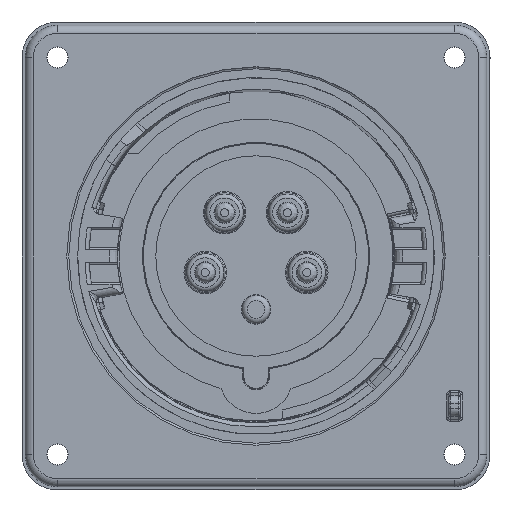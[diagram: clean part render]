
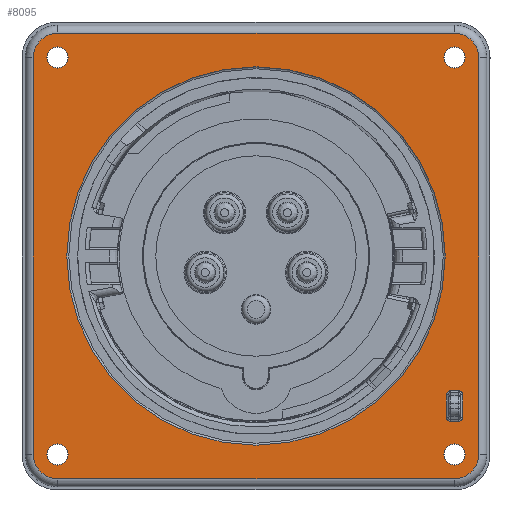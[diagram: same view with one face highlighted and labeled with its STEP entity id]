
A CAD part, front view. The second image highlights one B-rep face of the part: STEP entity #8095.
In plain terms, the highlighted planar face has unit normal (0, -1, 0).
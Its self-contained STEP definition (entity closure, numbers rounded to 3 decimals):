
#1331=FACE_BOUND('',#11797,.T.);
#1332=FACE_BOUND('',#11798,.T.);
#1333=FACE_BOUND('',#11799,.T.);
#1334=FACE_BOUND('',#11800,.T.);
#1335=FACE_BOUND('',#11801,.T.);
#1336=FACE_BOUND('',#11802,.T.);
#1337=FACE_BOUND('',#11803,.T.);
#1698=ELLIPSE('',#31281,1.015,1.);
#1699=ELLIPSE('',#31286,1.015,1.);
#1700=ELLIPSE('',#31289,1.015,1.);
#1701=ELLIPSE('',#31293,1.015,1.);
#2352=PLANE('',#31299);
#3776=LINE('',#58625,#5572);
#3777=LINE('',#58635,#5573);
#3778=LINE('',#58643,#5574);
#3779=LINE('',#58651,#5575);
#3780=LINE('',#58686,#5576);
#3781=LINE('',#58703,#5577);
#3782=LINE('',#58722,#5578);
#3783=LINE('',#58741,#5579);
#5572=VECTOR('',#37020,1.);
#5573=VECTOR('',#37033,1.);
#5574=VECTOR('',#37044,1.);
#5575=VECTOR('',#37055,1.);
#5576=VECTOR('',#37086,1.);
#5577=VECTOR('',#37093,1.);
#5578=VECTOR('',#37102,1.);
#5579=VECTOR('',#37111,1.);
#8095=ADVANCED_FACE('',(#1331,#1332,#1333,#1334,#1335,#1336,#1337),#2352,
 .F.);
#11797=EDGE_LOOP('',(#17613,#17614,#17615,#17616,#17617,#17618,#17619,#17620));
#11798=EDGE_LOOP('',(#17621));
#11799=EDGE_LOOP('',(#17622));
#11800=EDGE_LOOP('',(#17623));
#11801=EDGE_LOOP('',(#17624));
#11802=EDGE_LOOP('',(#17625));
#11803=EDGE_LOOP('',(#17626,#17627,#17628,#17629,#17630,#17631,#17632,#17633));
#17613=ORIENTED_EDGE('',*,*,#26548,.F.);
#17614=ORIENTED_EDGE('',*,*,#26546,.F.);
#17615=ORIENTED_EDGE('',*,*,#26544,.F.);
#17616=ORIENTED_EDGE('',*,*,#26542,.F.);
#17617=ORIENTED_EDGE('',*,*,#26540,.F.);
#17618=ORIENTED_EDGE('',*,*,#26539,.F.);
#17619=ORIENTED_EDGE('',*,*,#26537,.F.);
#17620=ORIENTED_EDGE('',*,*,#26534,.F.);
#17621=ORIENTED_EDGE('',*,*,#26532,.F.);
#17622=ORIENTED_EDGE('',*,*,#26531,.F.);
#17623=ORIENTED_EDGE('',*,*,#26550,.F.);
#17624=ORIENTED_EDGE('',*,*,#26530,.F.);
#17625=ORIENTED_EDGE('',*,*,#26529,.F.);
#17626=ORIENTED_EDGE('',*,*,#26514,.F.);
#17627=ORIENTED_EDGE('',*,*,#26517,.F.);
#17628=ORIENTED_EDGE('',*,*,#26519,.F.);
#17629=ORIENTED_EDGE('',*,*,#26521,.F.);
#17630=ORIENTED_EDGE('',*,*,#26523,.F.);
#17631=ORIENTED_EDGE('',*,*,#26525,.F.);
#17632=ORIENTED_EDGE('',*,*,#26527,.F.);
#17633=ORIENTED_EDGE('',*,*,#26528,.F.);
#23005=VERTEX_POINT('',#58624);
#23006=VERTEX_POINT('',#58626);
#23007=VERTEX_POINT('',#58630);
#23008=VERTEX_POINT('',#58634);
#23009=VERTEX_POINT('',#58638);
#23010=VERTEX_POINT('',#58642);
#23011=VERTEX_POINT('',#58646);
#23012=VERTEX_POINT('',#58650);
#23013=VERTEX_POINT('',#58656);
#23014=VERTEX_POINT('',#58659);
#23015=VERTEX_POINT('',#58662);
#23016=VERTEX_POINT('',#58665);
#23017=VERTEX_POINT('',#58668);
#23018=VERTEX_POINT('',#58670);
#23019=VERTEX_POINT('',#58685);
#23020=VERTEX_POINT('',#58689);
#23021=VERTEX_POINT('',#58704);
#23022=VERTEX_POINT('',#58708);
#23023=VERTEX_POINT('',#58723);
#23024=VERTEX_POINT('',#58727);
#23026=VERTEX_POINT('',#58747);
#26514=EDGE_CURVE('',#23005,#23006,#3776,.T.);
#26517=EDGE_CURVE('',#23007,#23005,#29019,.T.);
#26519=EDGE_CURVE('',#23008,#23007,#3777,.T.);
#26521=EDGE_CURVE('',#23009,#23008,#29022,.T.);
#26523=EDGE_CURVE('',#23010,#23009,#3778,.T.);
#26525=EDGE_CURVE('',#23011,#23010,#29025,.T.);
#26527=EDGE_CURVE('',#23012,#23011,#3779,.T.);
#26528=EDGE_CURVE('',#23006,#23012,#29027,.T.);
#26529=EDGE_CURVE('',#23013,#23013,#29028,.T.);
#26530=EDGE_CURVE('',#23014,#23014,#29029,.T.);
#26531=EDGE_CURVE('',#23015,#23015,#29030,.T.);
#26532=EDGE_CURVE('',#23016,#23016,#29031,.T.);
#26534=EDGE_CURVE('',#23017,#23018,#1698,.T.);
#26537=EDGE_CURVE('',#23018,#23019,#3780,.T.);
#26539=EDGE_CURVE('',#23019,#23020,#1699,.T.);
#26540=EDGE_CURVE('',#23020,#23021,#3781,.T.);
#26542=EDGE_CURVE('',#23021,#23022,#1700,.T.);
#26544=EDGE_CURVE('',#23022,#23023,#3782,.T.);
#26546=EDGE_CURVE('',#23023,#23024,#1701,.T.);
#26548=EDGE_CURVE('',#23024,#23017,#3783,.T.);
#26550=EDGE_CURVE('',#23026,#23026,#29041,.T.);
#29019=CIRCLE('',#31256,6.);
#29022=CIRCLE('',#31261,6.);
#29025=CIRCLE('',#31266,6.);
#29027=CIRCLE('',#31270,6.);
#29028=CIRCLE('',#31272,2.642);
#29029=CIRCLE('',#31274,2.642);
#29030=CIRCLE('',#31276,2.642);
#29031=CIRCLE('',#31278,2.642);
#29041=CIRCLE('',#31298,46.9);
#31256=AXIS2_PLACEMENT_3D('',#58631,#37027,#37028);
#31261=AXIS2_PLACEMENT_3D('',#58639,#37038,#37039);
#31266=AXIS2_PLACEMENT_3D('',#58647,#37049,#37050);
#31270=AXIS2_PLACEMENT_3D('',#58653,#37058,#37059);
#31272=AXIS2_PLACEMENT_3D('',#58655,#37062,#37063);
#31274=AXIS2_PLACEMENT_3D('',#58658,#37066,#37067);
#31276=AXIS2_PLACEMENT_3D('',#58661,#37070,#37071);
#31278=AXIS2_PLACEMENT_3D('',#58664,#37074,#37075);
#31281=AXIS2_PLACEMENT_3D('',#58669,#37080,#37081);
#31286=AXIS2_PLACEMENT_3D('',#58690,#37091,#37092);
#31289=AXIS2_PLACEMENT_3D('',#58707,#37098,#37099);
#31293=AXIS2_PLACEMENT_3D('',#58726,#37107,#37108);
#31298=AXIS2_PLACEMENT_3D('',#58746,#37118,#37119);
#31299=AXIS2_PLACEMENT_3D('',#58748,#37120,#37121);
#37020=DIRECTION('',(0.,0.,1.));
#37027=DIRECTION('',(0.,1.,0.));
#37028=DIRECTION('',(0.,0.,1.));
#37033=DIRECTION('',(-1.,0.,0.));
#37038=DIRECTION('',(0.,1.,0.));
#37039=DIRECTION('',(0.,0.,1.));
#37044=DIRECTION('',(0.,0.,-1.));
#37049=DIRECTION('',(0.,1.,0.));
#37050=DIRECTION('',(0.,0.,1.));
#37055=DIRECTION('',(1.,0.,0.));
#37058=DIRECTION('',(0.,1.,0.));
#37059=DIRECTION('',(0.,0.,1.));
#37062=DIRECTION('',(0.,-1.,0.));
#37063=DIRECTION('',(0.,0.,1.));
#37066=DIRECTION('',(0.,-1.,0.));
#37067=DIRECTION('',(0.,0.,1.));
#37070=DIRECTION('',(0.,-1.,0.));
#37071=DIRECTION('',(0.,0.,1.));
#37074=DIRECTION('',(0.,-1.,0.));
#37075=DIRECTION('',(0.,0.,1.));
#37080=DIRECTION('',(0.,-1.,0.));
#37081=DIRECTION('',(-0.049,0.,-0.999));
#37086=DIRECTION('',(1.,0.,0.));
#37091=DIRECTION('',(0.,-1.,0.));
#37092=DIRECTION('',(-0.049,0.,0.999));
#37093=DIRECTION('',(0.,0.,1.));
#37098=DIRECTION('',(0.,-1.,0.));
#37099=DIRECTION('',(-0.049,0.,-0.999));
#37102=DIRECTION('',(-1.,0.,0.));
#37107=DIRECTION('',(0.,-1.,0.));
#37108=DIRECTION('',(-0.049,0.,0.999));
#37111=DIRECTION('',(0.,0.,-1.));
#37118=DIRECTION('',(0.,-1.,0.));
#37119=DIRECTION('',(0.,0.,1.));
#37120=DIRECTION('',(0.,1.,0.));
#37121=DIRECTION('',(-0.707,0.,-0.707));
#58624=CARTESIAN_POINT('',(-55.2,31.6,-49.2));
#58625=CARTESIAN_POINT('',(-55.2,31.6,49.2));
#58626=CARTESIAN_POINT('',(-55.2,31.6,49.2));
#58630=CARTESIAN_POINT('',(-49.2,31.6,-55.2));
#58631=CARTESIAN_POINT('',(-49.2,31.6,-49.2));
#58634=CARTESIAN_POINT('',(49.2,31.6,-55.2));
#58635=CARTESIAN_POINT('',(-49.2,31.6,-55.2));
#58638=CARTESIAN_POINT('',(55.2,31.6,-49.2));
#58639=CARTESIAN_POINT('',(49.2,31.6,-49.2));
#58642=CARTESIAN_POINT('',(55.2,31.6,49.2));
#58643=CARTESIAN_POINT('',(55.2,31.6,-49.2));
#58646=CARTESIAN_POINT('',(49.2,31.6,55.2));
#58647=CARTESIAN_POINT('',(49.2,31.6,49.2));
#58650=CARTESIAN_POINT('',(-49.2,31.6,55.2));
#58651=CARTESIAN_POINT('',(49.2,31.6,55.2));
#58653=CARTESIAN_POINT('',(-49.2,31.6,49.2));
#58655=CARTESIAN_POINT('',(-49.2,31.6,49.2));
#58656=CARTESIAN_POINT('',(-49.2,31.6,51.842));
#58658=CARTESIAN_POINT('',(49.2,31.6,49.2));
#58659=CARTESIAN_POINT('',(49.2,31.6,51.842));
#58661=CARTESIAN_POINT('',(-49.2,31.6,-49.2));
#58662=CARTESIAN_POINT('',(-49.2,31.6,-46.558));
#58664=CARTESIAN_POINT('',(49.2,31.6,-49.2));
#58665=CARTESIAN_POINT('',(49.2,31.6,-46.558));
#58668=CARTESIAN_POINT('',(47.21,31.6,-39.967));
#58669=CARTESIAN_POINT('',(48.21,31.6,-39.966));
#58670=CARTESIAN_POINT('',(48.209,31.6,-40.981));
#58685=CARTESIAN_POINT('',(50.191,31.6,-40.981));
#58686=CARTESIAN_POINT('',(48.209,31.6,-40.981));
#58689=CARTESIAN_POINT('',(51.19,31.6,-39.967));
#58690=CARTESIAN_POINT('',(50.19,31.6,-39.966));
#58703=CARTESIAN_POINT('',(51.19,31.6,-39.967));
#58704=CARTESIAN_POINT('',(51.19,31.6,-34.433));
#58707=CARTESIAN_POINT('',(50.19,31.6,-34.434));
#58708=CARTESIAN_POINT('',(50.191,31.6,-33.419));
#58722=CARTESIAN_POINT('',(50.191,31.6,-33.419));
#58723=CARTESIAN_POINT('',(48.209,31.6,-33.419));
#58726=CARTESIAN_POINT('',(48.21,31.6,-34.434));
#58727=CARTESIAN_POINT('',(47.21,31.6,-34.433));
#58741=CARTESIAN_POINT('',(47.21,31.6,-34.433));
#58746=CARTESIAN_POINT('',(0.,31.6,0.));
#58747=CARTESIAN_POINT('',(0.,31.6,46.9));
#58748=CARTESIAN_POINT('',(0.,31.6,0.));
